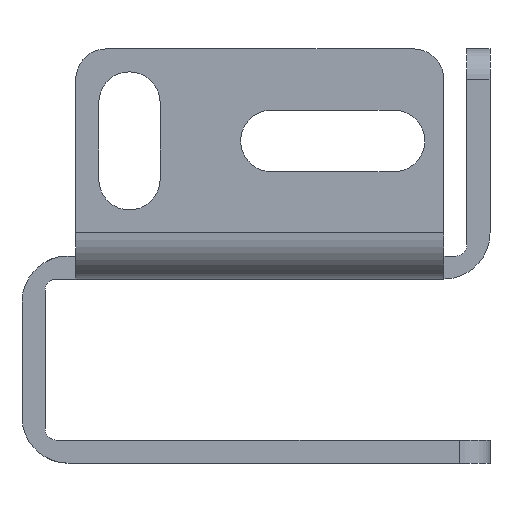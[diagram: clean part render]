
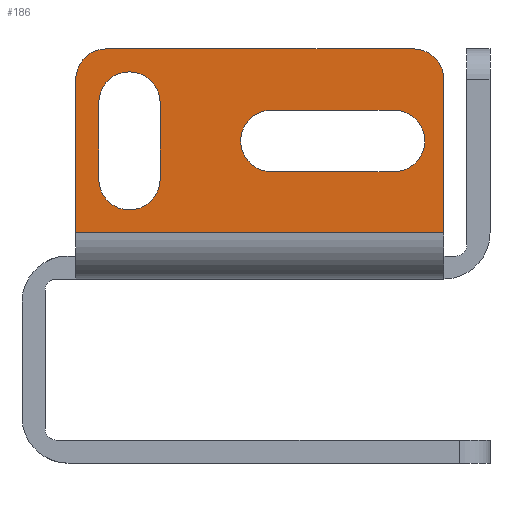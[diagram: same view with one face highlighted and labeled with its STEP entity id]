
A CAD part, front view. The second image highlights one B-rep face of the part: STEP entity #186.
In plain terms, the highlighted planar face has unit normal (0, -1, 0).
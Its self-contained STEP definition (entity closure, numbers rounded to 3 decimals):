
#186 = ADVANCED_FACE( '', ( #426, #427, #428 ), #429, .F. );
#426 = FACE_BOUND( '', #713, .T. );
#427 = FACE_OUTER_BOUND( '', #714, .T. );
#428 = FACE_BOUND( '', #715, .T. );
#429 = PLANE( '', #716 );
#713 = EDGE_LOOP( '', ( #1293, #1294, #1295, #1296 ) );
#714 = EDGE_LOOP( '', ( #1297, #1298, #1299, #1300, #1301, #1302 ) );
#715 = EDGE_LOOP( '', ( #1303, #1304, #1305, #1306 ) );
#716 = AXIS2_PLACEMENT_3D( '', #1307, #1308, #1309 );
#1293 = ORIENTED_EDGE( '', *, *, #2044, .T. );
#1294 = ORIENTED_EDGE( '', *, *, #2045, .T. );
#1295 = ORIENTED_EDGE( '', *, *, #2046, .T. );
#1296 = ORIENTED_EDGE( '', *, *, #1867, .T. );
#1297 = ORIENTED_EDGE( '', *, *, #1875, .F. );
#1298 = ORIENTED_EDGE( '', *, *, #2047, .F. );
#1299 = ORIENTED_EDGE( '', *, *, #2048, .T. );
#1300 = ORIENTED_EDGE( '', *, *, #2049, .F. );
#1301 = ORIENTED_EDGE( '', *, *, #2050, .T. );
#1302 = ORIENTED_EDGE( '', *, *, #2051, .F. );
#1303 = ORIENTED_EDGE( '', *, *, #2042, .T. );
#1304 = ORIENTED_EDGE( '', *, *, #2052, .T. );
#1305 = ORIENTED_EDGE( '', *, *, #1896, .T. );
#1306 = ORIENTED_EDGE( '', *, *, #1823, .T. );
#1307 = CARTESIAN_POINT( '', ( 12.25, -30., 13.5 ) );
#1308 = DIRECTION( '', ( 0., 1., 0. ) );
#1309 = DIRECTION( '', ( 0., 0., 1. ) );
#1823 = EDGE_CURVE( '', #2220, #2218, #2221, .T. );
#1867 = EDGE_CURVE( '', #2299, #2297, #2300, .T. );
#1875 = EDGE_CURVE( '', #2312, #2313, #2314, .T. );
#1896 = EDGE_CURVE( '', #2351, #2220, #2352, .T. );
#2042 = EDGE_CURVE( '', #2218, #2583, #2585, .T. );
#2044 = EDGE_CURVE( '', #2297, #2587, #2588, .T. );
#2045 = EDGE_CURVE( '', #2587, #2589, #2590, .T. );
#2046 = EDGE_CURVE( '', #2589, #2299, #2591, .T. );
#2047 = EDGE_CURVE( '', #2592, #2312, #2593, .T. );
#2048 = EDGE_CURVE( '', #2592, #2594, #2595, .T. );
#2049 = EDGE_CURVE( '', #2596, #2594, #2597, .T. );
#2050 = EDGE_CURVE( '', #2596, #2598, #2599, .T. );
#2051 = EDGE_CURVE( '', #2313, #2598, #2600, .T. );
#2052 = EDGE_CURVE( '', #2583, #2351, #2601, .T. );
#2218 = VERTEX_POINT( '', #2804 );
#2220 = VERTEX_POINT( '', #2807 );
#2221 = LINE( '', #2808, #2809 );
#2297 = VERTEX_POINT( '', #2910 );
#2299 = VERTEX_POINT( '', #2913 );
#2300 = CIRCLE( '', #2914, 2. );
#2312 = VERTEX_POINT( '', #2929 );
#2313 = VERTEX_POINT( '', #2930 );
#2314 = LINE( '', #2931, #2932 );
#2351 = VERTEX_POINT( '', #3012 );
#2352 = CIRCLE( '', #3013, 2. );
#2583 = VERTEX_POINT( '', #3371 );
#2585 = CIRCLE( '', #3374, 2. );
#2587 = VERTEX_POINT( '', #3376 );
#2588 = LINE( '', #3377, #3378 );
#2589 = VERTEX_POINT( '', #3379 );
#2590 = CIRCLE( '', #3380, 2. );
#2591 = LINE( '', #3381, #3382 );
#2592 = VERTEX_POINT( '', #3383 );
#2593 = CIRCLE( '', #3384, 2. );
#2594 = VERTEX_POINT( '', #3385 );
#2595 = LINE( '', #3386, #3387 );
#2596 = VERTEX_POINT( '', #3388 );
#2597 = CIRCLE( '', #3389, 2. );
#2598 = VERTEX_POINT( '', #3390 );
#2599 = LINE( '', #3391, #3392 );
#2600 = LINE( '', #3393, #3394 );
#2601 = LINE( '', #3395, #3396 );
#2804 = CARTESIAN_POINT( '', ( -6.25, -30., 5. ) );
#2807 = CARTESIAN_POINT( '', ( -6.25, -30., 10. ) );
#2808 = CARTESIAN_POINT( '', ( -6.25, -30., 10. ) );
#2809 = VECTOR( '', #3608, 1000. );
#2910 = CARTESIAN_POINT( '', ( 9., -30., 5.5 ) );
#2913 = CARTESIAN_POINT( '', ( 9., -30., 9.5 ) );
#2914 = AXIS2_PLACEMENT_3D( '', #3671, #3672, #3673 );
#2929 = CARTESIAN_POINT( '', ( 12.25, -30., 11.5 ) );
#2930 = CARTESIAN_POINT( '', ( 12.25, -30., 1.5 ) );
#2931 = CARTESIAN_POINT( '', ( 12.25, -30., 13.5 ) );
#2932 = VECTOR( '', #3683, 1000. );
#3012 = CARTESIAN_POINT( '', ( -10.25, -30., 10. ) );
#3013 = AXIS2_PLACEMENT_3D( '', #3714, #3715, #3716 );
#3371 = CARTESIAN_POINT( '', ( -10.25, -30., 5. ) );
#3374 = AXIS2_PLACEMENT_3D( '', #3918, #3919, #3920 );
#3376 = CARTESIAN_POINT( '', ( 1., -30., 5.5 ) );
#3377 = CARTESIAN_POINT( '', ( 9., -30., 5.5 ) );
#3378 = VECTOR( '', #3921, 1000. );
#3379 = CARTESIAN_POINT( '', ( 1., -30., 9.5 ) );
#3380 = AXIS2_PLACEMENT_3D( '', #3922, #3923, #3924 );
#3381 = CARTESIAN_POINT( '', ( 1., -30., 9.5 ) );
#3382 = VECTOR( '', #3925, 1000. );
#3383 = CARTESIAN_POINT( '', ( 10.25, -30., 13.5 ) );
#3384 = AXIS2_PLACEMENT_3D( '', #3926, #3927, #3928 );
#3385 = CARTESIAN_POINT( '', ( -9.75, -30., 13.5 ) );
#3386 = CARTESIAN_POINT( '', ( 12.25, -30., 13.5 ) );
#3387 = VECTOR( '', #3929, 1000. );
#3388 = CARTESIAN_POINT( '', ( -11.75, -30., 11.5 ) );
#3389 = AXIS2_PLACEMENT_3D( '', #3930, #3931, #3932 );
#3390 = CARTESIAN_POINT( '', ( -11.75, -30., 1.5 ) );
#3391 = CARTESIAN_POINT( '', ( -11.75, -30., 13.5 ) );
#3392 = VECTOR( '', #3933, 1000. );
#3393 = CARTESIAN_POINT( '', ( 12.25, -30., 1.5 ) );
#3394 = VECTOR( '', #3934, 1000. );
#3395 = CARTESIAN_POINT( '', ( -10.25, -30., 5. ) );
#3396 = VECTOR( '', #3935, 1000. );
#3608 = DIRECTION( '', ( 0., 0., -1. ) );
#3671 = CARTESIAN_POINT( '', ( 9., -30., 7.5 ) );
#3672 = DIRECTION( '', ( 0., 1., 0. ) );
#3673 = DIRECTION( '', ( 1., 0., 0. ) );
#3683 = DIRECTION( '', ( 0., 0., -1. ) );
#3714 = CARTESIAN_POINT( '', ( -8.25, -30., 10. ) );
#3715 = DIRECTION( '', ( 0., 1., 0. ) );
#3716 = DIRECTION( '', ( 1., 0., 0. ) );
#3918 = CARTESIAN_POINT( '', ( -8.25, -30., 5. ) );
#3919 = DIRECTION( '', ( 0., 1., 0. ) );
#3920 = DIRECTION( '', ( 1., 0., 0. ) );
#3921 = DIRECTION( '', ( -1., 0., 0. ) );
#3922 = CARTESIAN_POINT( '', ( 1., -30., 7.5 ) );
#3923 = DIRECTION( '', ( 0., 1., 0. ) );
#3924 = DIRECTION( '', ( 1., 0., 0. ) );
#3925 = DIRECTION( '', ( 1., 0., 0. ) );
#3926 = CARTESIAN_POINT( '', ( 10.25, -30., 11.5 ) );
#3927 = DIRECTION( '', ( 0., 1., 0. ) );
#3928 = DIRECTION( '', ( 1., 0., 0. ) );
#3929 = DIRECTION( '', ( -1., 0., 0. ) );
#3930 = CARTESIAN_POINT( '', ( -9.75, -30., 11.5 ) );
#3931 = DIRECTION( '', ( 0., 1., 0. ) );
#3932 = DIRECTION( '', ( 1., 0., 0. ) );
#3933 = DIRECTION( '', ( 0., 0., -1. ) );
#3934 = DIRECTION( '', ( -1., 0., 0. ) );
#3935 = DIRECTION( '', ( 0., 0., 1. ) );
